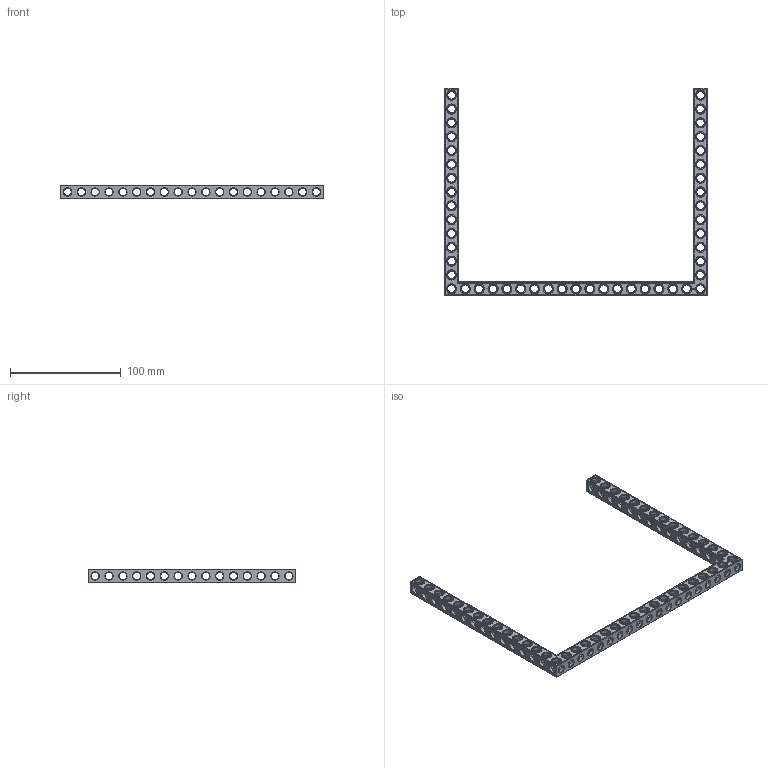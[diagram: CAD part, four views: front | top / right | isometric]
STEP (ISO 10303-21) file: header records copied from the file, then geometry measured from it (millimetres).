
FILE_DESCRIPTION(('FreeCAD Model'),'2;1');
FILE_NAME('Open CASCADE Shape Model','2022-03-06T23:33:00',('Author'),( ''),'Open CASCADE STEP processor 7.5','FreeCAD','Unknown');
FILE_SCHEMA(('AUTOMOTIVE_DESIGN { 1 0 10303 214 1 1 1 1 }'));
Products named in the file (1): Beam AGD ESS USH SYM BU19x15x01 - SPN-BEM-0626 (stemfie.org)
Bounding box: 237.5 x 187.5 x 12.5 mm (x, y, z)
Volume: 45921.5 mm3; surface area: 40958.1 mm2
Topology: 1 solids, 1 shells, 1075 faces, 3329 edges, 2149 vertices
Faces by surface type: plane 414, cylinder 283, cone 190, extrusion 188
Full cylindrical faces by diameter (mm): 6.98 x32, 7 x204, 9.2 x47
Entity records: 231344 total; most frequent: CARTESIAN_POINT 169651, DIRECTION 9945, ORIENTED_EDGE 6658, PCURVE 6658, DEFINITIONAL_REPRESENTATION 6658, VECTOR 5914, LINE 5726, EDGE_CURVE 3329
